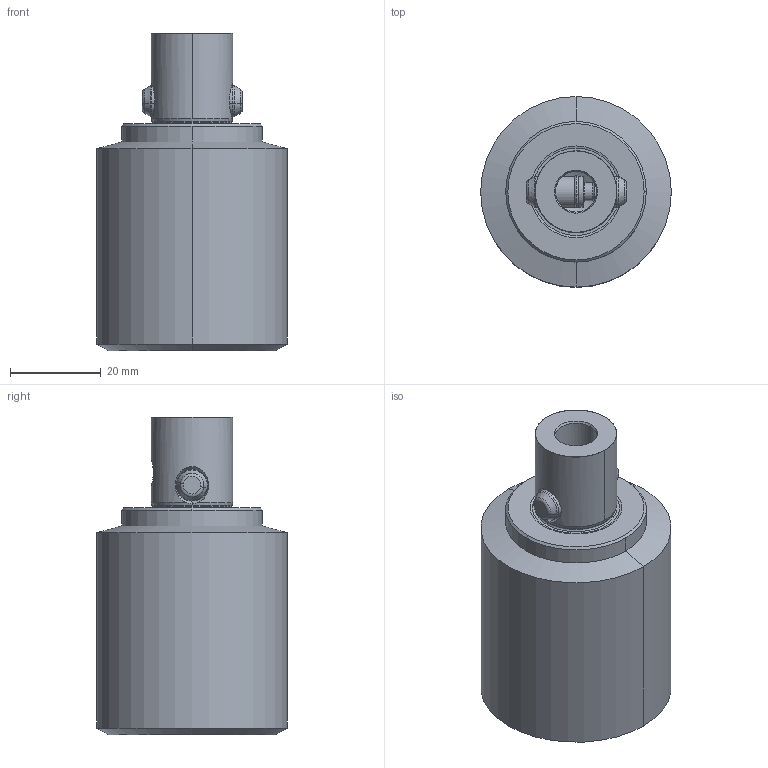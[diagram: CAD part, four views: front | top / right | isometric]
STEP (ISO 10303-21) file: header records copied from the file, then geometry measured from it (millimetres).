
FILE_DESCRIPTION(('no description'),'unknown implementation level');
FILE_NAME('A8F56C9E-3749-4D6E-95DB-31C67A416CC3_export.stp',' ',('CIMSOURCE GmbH'),('CADClick - KiM GmbH - www.kimweb.de'),'unknown preprocess','ACIS','unknown authorization');
FILE_SCHEMA(('automotive_design'));
Length unit declared in the file: millimetre
Products named in the file (3): 335.532 Kaiser CK3 X D42 X 50|335.532 Kaiser CK3 X D42 X 50_Standard;NONE; 335.532 Kaiser CK3 X D42 X 50|691.503 Kaiser ETL �7 X 22K_Standard|691.523 Mitnehmerbolzen_Standard;NONE; 335.532 Kaiser CK3 X D42 X 50|691.503 Kaiser ETL �7 X 22K_Standard|692.272 O-Ring_Standard;NONE
Bounding box: 42 x 42 x 70 mm (x, y, z)
Volume: 69989.8 mm3; surface area: 11337.7 mm2
Topology: 3 solids, 3 shells, 89 faces, 195 edges, 111 vertices
Faces by surface type: cone 30, torus 24, cylinder 24, plane 11
Entity records: 5126 total; most frequent: CARTESIAN_POINT 804, DIRECTION 485, STYLED_ITEM 396, PRESENTATION_STYLE_ASSIGNMENT 396, COLOUR_RGB 396, ORIENTED_EDGE 386, AXIS2_PLACEMENT_3D 214, EDGE_CURVE 193
